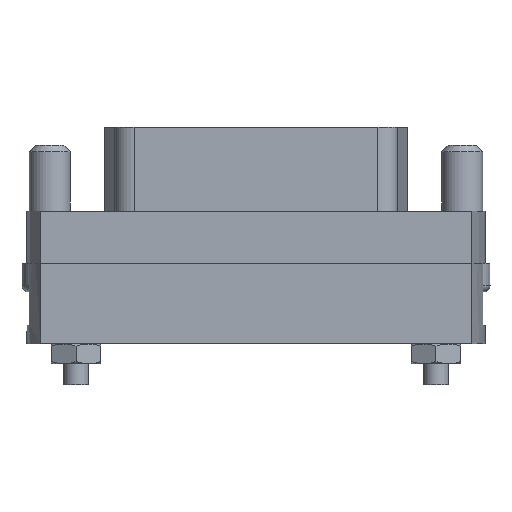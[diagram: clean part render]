
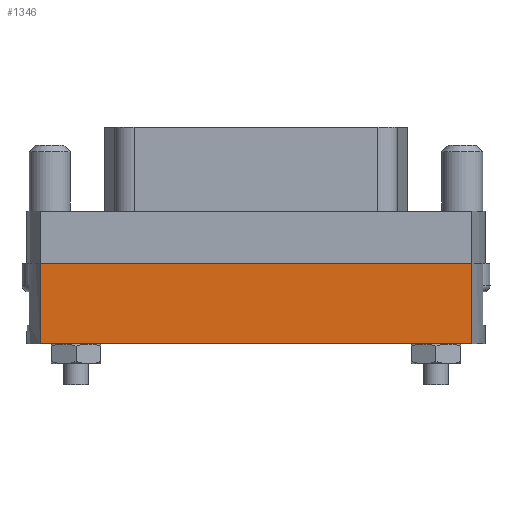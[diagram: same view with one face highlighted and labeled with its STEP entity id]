
A CAD part, front view. The second image highlights one B-rep face of the part: STEP entity #1346.
In plain terms, the highlighted planar face has unit normal (0, -1, 0).
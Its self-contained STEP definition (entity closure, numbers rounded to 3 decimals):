
#248 = CARTESIAN_POINT ( 'NONE',  ( -17.412, -6.25, -6.5 ) ) ;
#355 = EDGE_CURVE ( 'NONE', #3955, #1925, #1061, .T. ) ;
#438 = CARTESIAN_POINT ( 'NONE',  ( -17.412, -6.25, 0. ) ) ;
#449 = CARTESIAN_POINT ( 'NONE',  ( 17.412, -6.25, -6.5 ) ) ;
#474 = VERTEX_POINT ( 'NONE', #248 ) ;
#684 = EDGE_CURVE ( 'NONE', #474, #3955, #3299, .T. ) ;
#1061 = LINE ( 'NONE', #9167, #6820 ) ;
#1296 = VECTOR ( 'NONE', #5824, 1000. ) ;
#1328 = EDGE_CURVE ( 'NONE', #4971, #1925, #9778, .T. ) ;
#1346 = ADVANCED_FACE ( 'NONE', ( #5959 ), #7207, .T. ) ;
#1834 = LINE ( 'NONE', #3369, #3858 ) ;
#1854 = DIRECTION ( 'NONE',  ( 0., 0., 1. ) ) ;
#1925 = VERTEX_POINT ( 'NONE', #7439 ) ;
#1955 = CARTESIAN_POINT ( 'NONE',  ( 17.412, -6.25, 0. ) ) ;
#1969 = VECTOR ( 'NONE', #6433, 1000. ) ;
#1991 = DIRECTION ( 'NONE',  ( 0., -1., 0. ) ) ;
#2406 = EDGE_LOOP ( 'NONE', ( #4705, #4791, #3180, #6383 ) ) ;
#3180 = ORIENTED_EDGE ( 'NONE', *, *, #684, .T. ) ;
#3299 = LINE ( 'NONE', #8853, #1296 ) ;
#3369 = CARTESIAN_POINT ( 'NONE',  ( -17.412, -6.25, -6.5 ) ) ;
#3650 = EDGE_CURVE ( 'NONE', #474, #4971, #1834, .T. ) ;
#3858 = VECTOR ( 'NONE', #1854, 1000. ) ;
#3955 = VERTEX_POINT ( 'NONE', #9062 ) ;
#4705 = ORIENTED_EDGE ( 'NONE', *, *, #1328, .F. ) ;
#4791 = ORIENTED_EDGE ( 'NONE', *, *, #3650, .F. ) ;
#4971 = VERTEX_POINT ( 'NONE', #438 ) ;
#5310 = AXIS2_PLACEMENT_3D ( 'NONE', #449, #1991, #7249 ) ;
#5379 = DIRECTION ( 'NONE',  ( 0., 0., 1. ) ) ;
#5824 = DIRECTION ( 'NONE',  ( 1., 0., 0. ) ) ;
#5959 = FACE_OUTER_BOUND ( 'NONE', #2406, .T. ) ;
#6383 = ORIENTED_EDGE ( 'NONE', *, *, #355, .T. ) ;
#6433 = DIRECTION ( 'NONE',  ( 1., 0., 0. ) ) ;
#6820 = VECTOR ( 'NONE', #5379, 1000. ) ;
#7207 = PLANE ( 'NONE',  #5310 ) ;
#7249 = DIRECTION ( 'NONE',  ( 1., 0., 0. ) ) ;
#7439 = CARTESIAN_POINT ( 'NONE',  ( 17.412, -6.25, 0. ) ) ;
#8853 = CARTESIAN_POINT ( 'NONE',  ( 17.412, -6.25, -6.5 ) ) ;
#9062 = CARTESIAN_POINT ( 'NONE',  ( 17.412, -6.25, -6.5 ) ) ;
#9167 = CARTESIAN_POINT ( 'NONE',  ( 17.412, -6.25, -6.5 ) ) ;
#9778 = LINE ( 'NONE', #1955, #1969 ) ;
